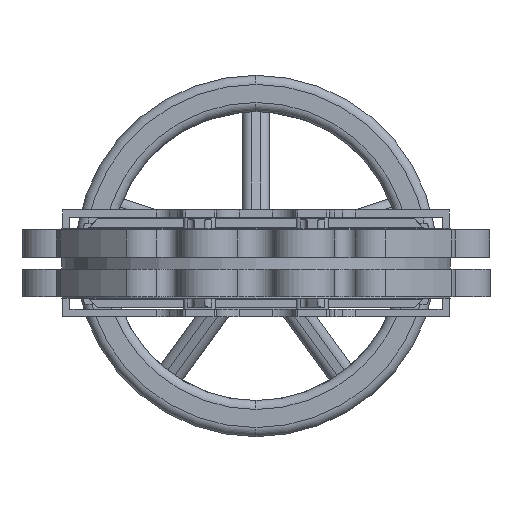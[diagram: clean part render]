
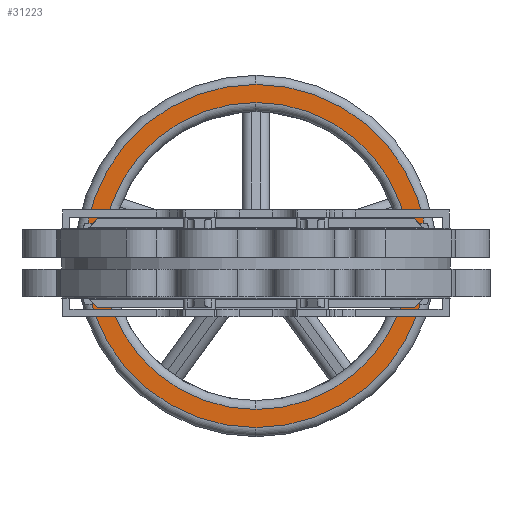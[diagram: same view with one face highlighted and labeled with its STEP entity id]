
A CAD part, front view. The second image highlights one B-rep face of the part: STEP entity #31223.
In plain terms, the highlighted planar face has unit normal (0, -1, 0).
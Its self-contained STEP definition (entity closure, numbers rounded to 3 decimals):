
#2728 = AXIS2_PLACEMENT_3D ( 'NONE', #18410, #31164, #40111 ) ;
#3369 = CARTESIAN_POINT ( 'NONE',  ( 0., 921.5, 171.5 ) ) ;
#3803 = DIRECTION ( 'NONE',  ( 0., 1., 0. ) ) ;
#4174 = DIRECTION ( 'NONE',  ( 0., 0., 1. ) ) ;
#7525 = VERTEX_POINT ( 'NONE', #8133 ) ;
#8133 = CARTESIAN_POINT ( 'NONE',  ( 0., 921.5, -188.5 ) ) ;
#8362 = AXIS2_PLACEMENT_3D ( 'NONE', #52593, #21432, #4174 ) ;
#8899 = AXIS2_PLACEMENT_3D ( 'NONE', #44251, #3803, #48154 ) ;
#10028 = VERTEX_POINT ( 'NONE', #31055 ) ;
#10514 = EDGE_CURVE ( 'NONE', #7525, #10028, #34883, .T. ) ;
#10644 = EDGE_LOOP ( 'NONE', ( #24834, #25452 ) ) ;
#12057 = EDGE_LOOP ( 'NONE', ( #17975, #24593 ) ) ;
#15293 = CARTESIAN_POINT ( 'NONE',  ( 0., 921.5, 1.5 ) ) ;
#17975 = ORIENTED_EDGE ( 'NONE', *, *, #51004, .T. ) ;
#18410 = CARTESIAN_POINT ( 'NONE',  ( 0., 921.5, 1.5 ) ) ;
#21432 = DIRECTION ( 'NONE',  ( 0., 1., 0. ) ) ;
#24170 = EDGE_CURVE ( 'NONE', #51737, #50284, #32061, .T. ) ;
#24593 = ORIENTED_EDGE ( 'NONE', *, *, #24170, .T. ) ;
#24834 = ORIENTED_EDGE ( 'NONE', *, *, #41544, .T. ) ;
#24879 = AXIS2_PLACEMENT_3D ( 'NONE', #53874, #31742, #26754 ) ;
#25452 = ORIENTED_EDGE ( 'NONE', *, *, #10514, .T. ) ;
#26754 = DIRECTION ( 'NONE',  ( 0., 0., 1. ) ) ;
#30779 = FACE_OUTER_BOUND ( 'NONE', #10644, .T. ) ;
#30852 = CIRCLE ( 'NONE', #2728, 190. ) ;
#31055 = CARTESIAN_POINT ( 'NONE',  ( 0., 921.5, 191.5 ) ) ;
#31164 = DIRECTION ( 'NONE',  ( 0., -1., 0. ) ) ;
#31223 = ADVANCED_FACE ( 'NONE', ( #30779, #45355 ), #53292, .F. ) ;
#31742 = DIRECTION ( 'NONE',  ( 0., 1., 0. ) ) ;
#32061 = CIRCLE ( 'NONE', #8362, 170. ) ;
#34150 = CARTESIAN_POINT ( 'NONE',  ( 0., 921.5, -168.5 ) ) ;
#34883 = CIRCLE ( 'NONE', #56866, 190. ) ;
#36984 = DIRECTION ( 'NONE',  ( 0., -1., 0. ) ) ;
#37772 = DIRECTION ( 'NONE',  ( 0., 0., 1. ) ) ;
#40111 = DIRECTION ( 'NONE',  ( 0., 0., 1. ) ) ;
#41544 = EDGE_CURVE ( 'NONE', #10028, #7525, #30852, .T. ) ;
#44251 = CARTESIAN_POINT ( 'NONE',  ( 0., 921.5, 1.5 ) ) ;
#45355 = FACE_BOUND ( 'NONE', #12057, .T. ) ;
#47633 = CIRCLE ( 'NONE', #8899, 170. ) ;
#48154 = DIRECTION ( 'NONE',  ( 0., 0., 1. ) ) ;
#50284 = VERTEX_POINT ( 'NONE', #3369 ) ;
#51004 = EDGE_CURVE ( 'NONE', #50284, #51737, #47633, .T. ) ;
#51737 = VERTEX_POINT ( 'NONE', #34150 ) ;
#52593 = CARTESIAN_POINT ( 'NONE',  ( 0., 921.5, 1.5 ) ) ;
#53292 = PLANE ( 'NONE',  #24879 ) ;
#53874 = CARTESIAN_POINT ( 'NONE',  ( 0., 921.5, 1.5 ) ) ;
#56866 = AXIS2_PLACEMENT_3D ( 'NONE', #15293, #36984, #37772 ) ;
